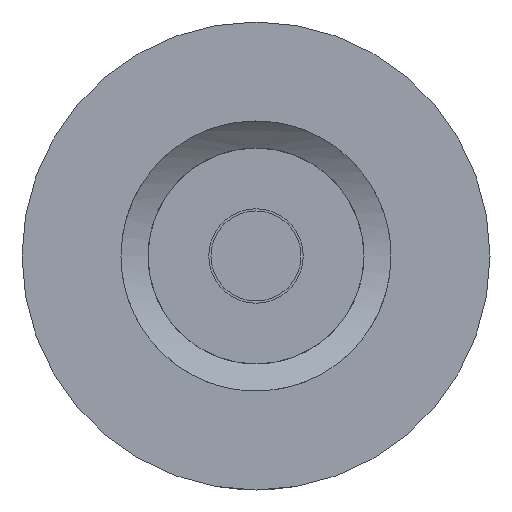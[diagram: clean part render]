
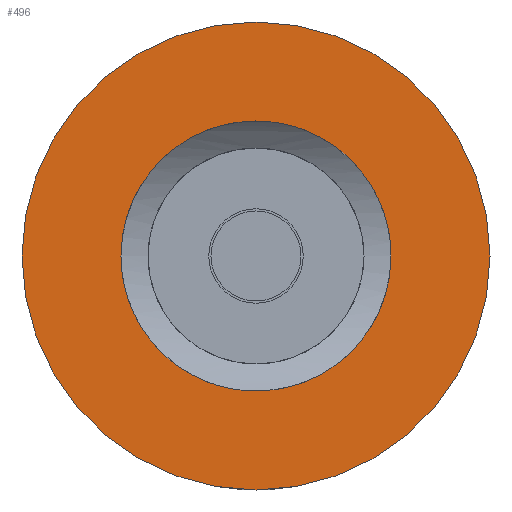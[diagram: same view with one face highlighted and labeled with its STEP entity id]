
A CAD part, front view. The second image highlights one B-rep face of the part: STEP entity #496.
In plain terms, the highlighted planar face has unit normal (0, -1, 0).
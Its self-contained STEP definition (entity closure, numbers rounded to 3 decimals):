
#64=FACE_BOUND('',#207,.T.);
#80=PLANE('',#703);
#163=FACE_OUTER_BOUND('',#206,.T.);
#206=EDGE_LOOP('',(#442));
#207=EDGE_LOOP('',(#443));
#245=CIRCLE('',#696,7.1);
#248=CIRCLE('',#701,26.);
#280=VERTEX_POINT('',#1033);
#283=VERTEX_POINT('',#1042);
#333=EDGE_CURVE('',#280,#280,#245,.T.);
#338=EDGE_CURVE('',#283,#283,#248,.T.);
#442=ORIENTED_EDGE('',*,*,#338,.F.);
#443=ORIENTED_EDGE('',*,*,#333,.T.);
#496=ADVANCED_FACE('',(#163,#64),#80,.F.);
#696=AXIS2_PLACEMENT_3D('',#1034,#845,#846);
#701=AXIS2_PLACEMENT_3D('',#1044,#857,#858);
#703=AXIS2_PLACEMENT_3D('',#1046,#861,#862);
#845=DIRECTION('center_axis',(0.,1.,0.));
#846=DIRECTION('ref_axis',(1.,0.,0.));
#857=DIRECTION('center_axis',(0.,1.,0.));
#858=DIRECTION('ref_axis',(-1.,0.,0.));
#861=DIRECTION('center_axis',(0.,1.,0.));
#862=DIRECTION('ref_axis',(0.,0.,1.));
#1033=CARTESIAN_POINT('',(-7.1,0.,0.));
#1034=CARTESIAN_POINT('Origin',(0.,0.,0.));
#1042=CARTESIAN_POINT('',(26.,0.,0.));
#1044=CARTESIAN_POINT('Origin',(0.,0.,0.));
#1046=CARTESIAN_POINT('Origin',(0.,0.,0.));
